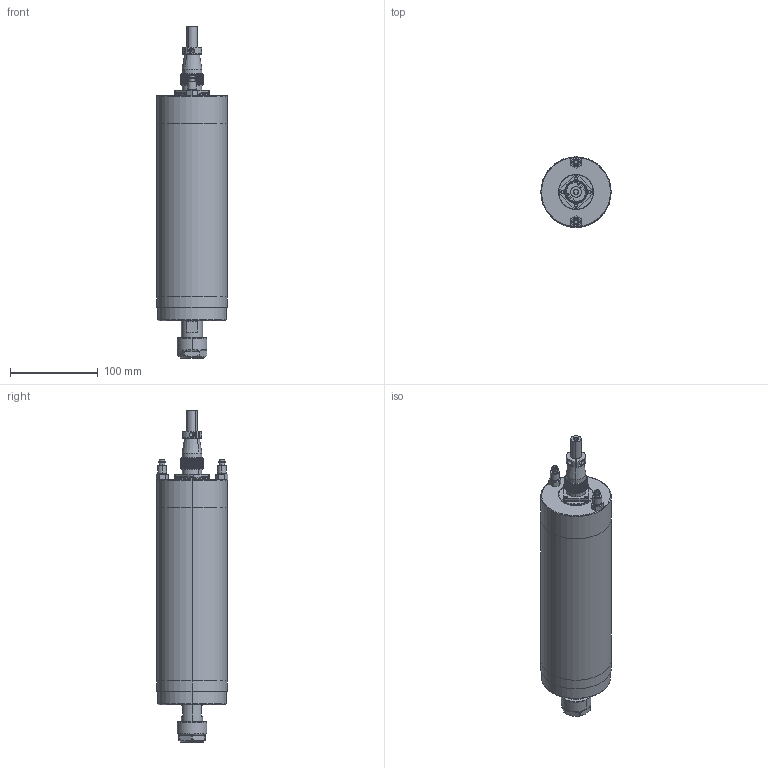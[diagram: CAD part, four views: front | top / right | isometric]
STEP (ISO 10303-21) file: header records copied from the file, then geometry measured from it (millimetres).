
FILE_DESCRIPTION (( 'STEP AP214' ), '1' );
FILE_NAME ('GDK80-12Z-2.2-4P(×ê).STEP', '2024-07-30T02:34:17', ( '00' ), ( '' ), 'SwSTEP 2.0', 'SolidWorks 2018', '' );
FILE_SCHEMA (( 'AUTOMOTIVE_DESIGN' ));
Length unit declared in the file: millimetre
Products named in the file (13): GDK80-12Z-2.2-4P(郰); GDK80-24Z-2.2粣芛; WS20瑤脣; GBT823_M3℅10; GDK80-24Z-2.2儂褲; ER20蹟簽_1; ER20 粟俶芠標_1; 阨郲30.5ㄗM8ㄘ_1; GDK80-24Z-2.2滅鳥欶LDPRT; GDK80-24Z-2.2粣創釱; WS20瑤脣芛; WS20瑤脣釱; GDK80-24Z-2.2堤盄釱
Assembly tree (14 placements, depth 3):
  GDK80-12Z-2.2-4P(郰)
    GDK80-24Z-2.2儂褲
    GDK80-24Z-2.2堤盄釱
    GDK80-24Z-2.2粣創釱
    GDK80-24Z-2.2滅鳥欶LDPRT
    GDK80-24Z-2.2粣芛
    ER20 粟俶芠標_1
    ER20蹟簽_1
    阨郲30.5ㄗM8ㄘ_1  x2
    WS20瑤脣
      WS20瑤脣釱
      WS20瑤脣芛
      GBT823_M3℅10  x2
Bounding box: 80 x 81.86 x 377.8 mm (x, y, z)
Volume: 1273912.8 mm3; surface area: 142982.8 mm2
Topology: 18 solids, 18 shells, 3215 faces, 7948 edges, 5239 vertices
Faces by surface type: plane 1318, cone 1035, cylinder 810, torus 21, bspline 19, sphere 12
Entity records: 101722 total; most frequent: CARTESIAN_POINT 25152, ORIENTED_EDGE 15608, DIRECTION 14604, EDGE_CURVE 7804, AXIS2_PLACEMENT_3D 5921, VERTEX_POINT 5169, EDGE_LOOP 3699, FACE_OUTER_BOUND 3162
